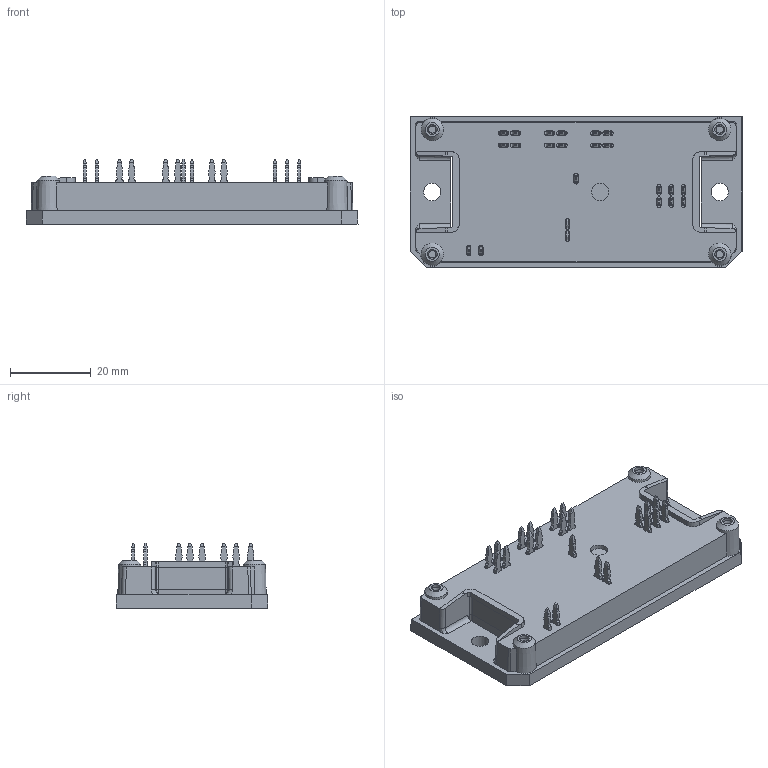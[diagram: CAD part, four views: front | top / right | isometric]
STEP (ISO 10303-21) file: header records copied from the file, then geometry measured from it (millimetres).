
FILE_DESCRIPTION(/* description */ ('Unknown'),/* implementation_level */ '2;1');
FILE_NAME(/* name */ 'Flow1-4T12Y-LH20(230)-01-OL',/* time_stamp */ '2018-04-27T12:49:40+02:00',/* author */ ('Unknown'),/* organization */ ('Unknown'),/* preprocessor_version */ 'ST-DEVELOPER v16.7',/* originating_system */ 'DEX',/* authorisation */ $);
FILE_SCHEMA (('AUTOMOTIVE_DESIGN {1 0 10303 214 3 1 1}'));
Length unit declared in the file: millimetre
Products named in the file (1): Flow1-4T12Y-LH20-01-OL
Bounding box: 82 x 37.4 x 16.23 mm (x, y, z)
Volume: 25865.3 mm3; surface area: 11207.5 mm2
Topology: 1 solids, 1 shells, 735 faces, 2020 edges, 1339 vertices
Faces by surface type: plane 478, cylinder 237, cone 16, bspline 4
Full cylindrical faces by diameter (mm): 2.4 x4, 4.3 x3
Entity records: 28330 total; most frequent: CARTESIAN_POINT 4142, ORIENTED_EDGE 3968, DIRECTION 3946, EDGE_CURVE 1984, LINE 1462, VECTOR 1462, VERTEX_POINT 1326, AXIS2_PLACEMENT_3D 1242
